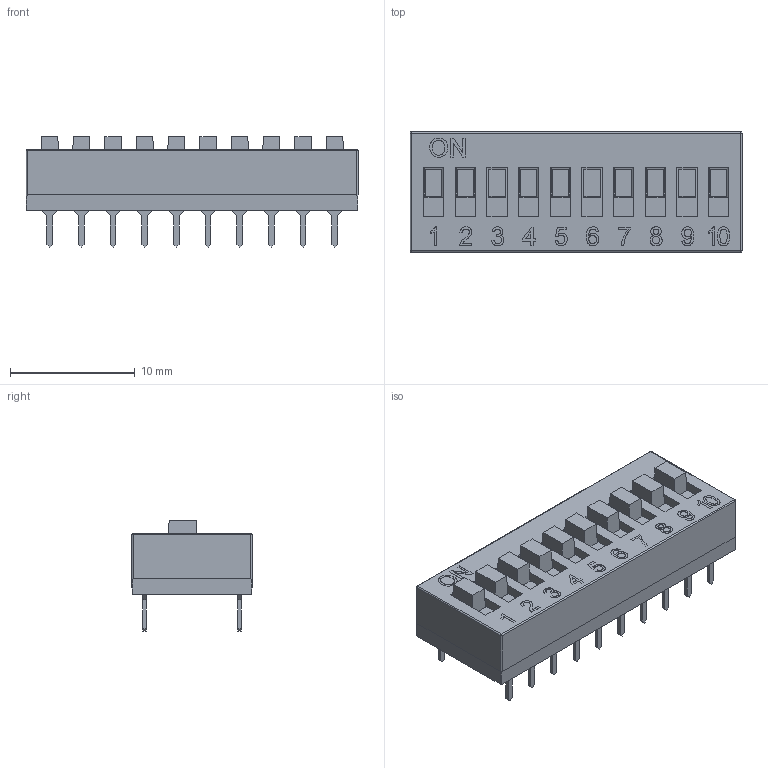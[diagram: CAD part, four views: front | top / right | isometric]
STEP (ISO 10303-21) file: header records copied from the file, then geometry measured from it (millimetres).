
FILE_DESCRIPTION((' '),'2;1');
FILE_NAME( 'SW-NDS-10V.stp', '2022-09-02T17:08:31', (' '), ('--- Datakit www.datakit.com---'), ' Datakit CrossCadWare V2022.3 Jun 15 2022', 'DATAKIT 2022 (c)', ' ');
FILE_SCHEMA(('AP242_MANAGED_MODEL_BASED_3D_ENGINEERING_MIM_LF { 1 0 10303 442 1 1 4 }'));
Length unit declared in the file: millimetre
Products named in the file (1): SW-NDS-10V
Bounding box: 26.63 x 9.65 x 8.88 mm (x, y, z)
Volume: 1271.4 mm3; surface area: 1160.8 mm2
Topology: 1 solids, 1 shells, 458 faces, 1180 edges, 780 vertices
Faces by surface type: plane 345, extrusion 101, cylinder 8, sphere 4
Entity records: 18263 total; most frequent: CARTESIAN_POINT 7203, ORIENTED_EDGE 2352, DIRECTION 1815, EDGE_CURVE 1176, VECTOR 1051, LINE 950, VERTEX_POINT 780, EDGE_LOOP 518
